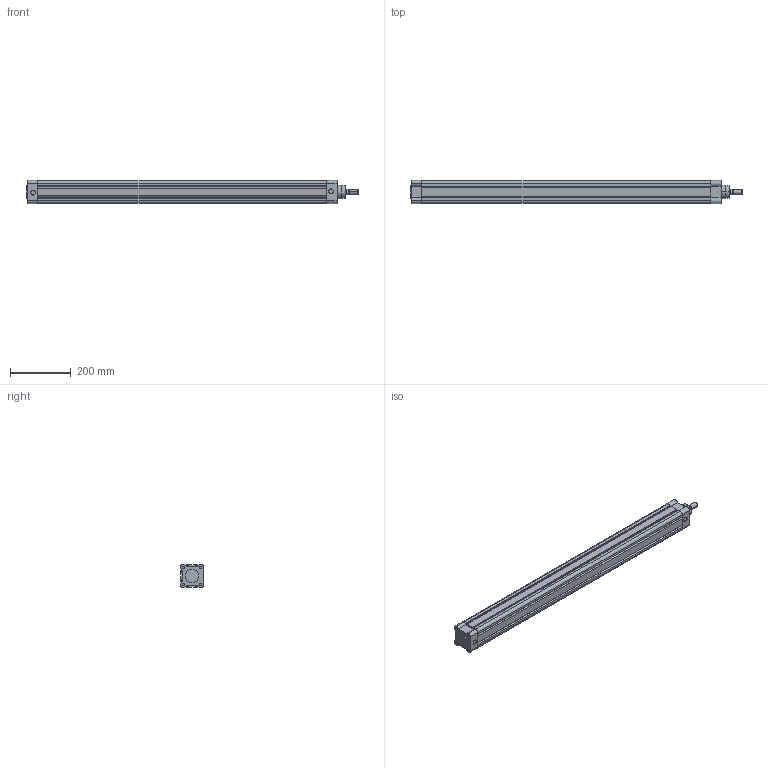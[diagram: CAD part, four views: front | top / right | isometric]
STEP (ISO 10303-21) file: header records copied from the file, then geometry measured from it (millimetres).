
FILE_DESCRIPTION (( 'STEP AP214' ), '1' );
FILE_NAME ('ISO-M 63-900 CYLINDER.STEP', '2010-08-02T14:18:43', ( '' ), ( '' ), 'SwSTEP 2.0', 'SolidWorks 2010', '' );
FILE_SCHEMA (( 'AUTOMOTIVE_DESIGN' ));
Length unit declared in the file: millimetre
Products named in the file (5): ISO 63 ARKA KAPAK; ISO 63 BORU; ISO 63 烰 KAPAK; ISO 63 M尳; ISO-M  63-900  CYLINDER
Assembly tree (4 placements, depth 2):
  ISO-M  63-900  CYLINDER
    ISO 63 M尳
    ISO 63 BORU
    ISO 63 ARKA KAPAK
    ISO 63 烰 KAPAK
Bounding box: 1094 x 76 x 76 mm (x, y, z)
Volume: 2786288.6 mm3; surface area: 756664.9 mm2
Topology: 4 solids, 4 shells, 204 faces, 498 edges, 318 vertices
Faces by surface type: plane 98, cylinder 64, cone 30, torus 12
Entity records: 6472 total; most frequent: CARTESIAN_POINT 1095, DIRECTION 1082, ORIENTED_EDGE 996, EDGE_CURVE 498, AXIS2_PLACEMENT_3D 389, VERTEX_POINT 318, LINE 304, VECTOR 304
